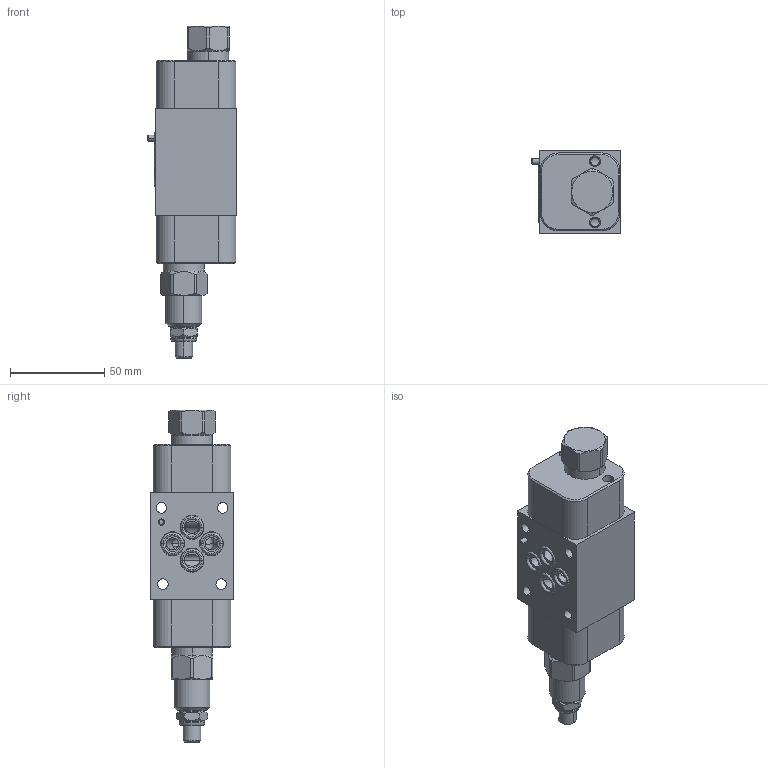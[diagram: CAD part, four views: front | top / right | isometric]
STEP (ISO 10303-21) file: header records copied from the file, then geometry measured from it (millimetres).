
FILE_DESCRIPTION((''),'2;1');
FILE_NAME('YDCLLFNCA_ASM','2020-03-25T',('ProEService'),(''),'PRO/ENGINEER BY PARAMETRIC TECHNOLOGY CORPORATION, 2014200','PRO/ENGINEER BY PARAMETRIC TECHNOLOGY CORPORATION, 2014200','');
FILE_SCHEMA(('CONFIG_CONTROL_DESIGN'));
Length unit declared in the file: inch
Products named in the file (8): 153-881-001; NFCDLFN; CXDAXCN; 500-001-012; 811-001-006; 300-002-008; 350-023; YDCLLFNCA_ASM
Assembly tree (10 placements, depth 2):
  YDCLLFNCA_ASM
    153-881-001
    NFCDLFN
    CXDAXCN
    500-001-012  x4
    811-001-006
    300-002-008
    350-023
Bounding box: 47.5 x 44.45 x 176.33 mm (x, y, z)
Volume: 191804.1 mm3; surface area: 50317.4 mm2
Topology: 12 solids, 13 shells, 527 faces, 1505 edges, 1182 vertices
Faces by surface type: cylinder 204, plane 120, cone 108, torus 36, revolution 32, sphere 16, bspline 11
Entity records: 24977 total; most frequent: CARTESIAN_POINT 11612, DIRECTION 2818, ORIENTED_EDGE 2386, EDGE_CURVE 1193, AXIS2_PLACEMENT_3D 1050, VERTEX_POINT 737, VECTOR 698, LINE 698
